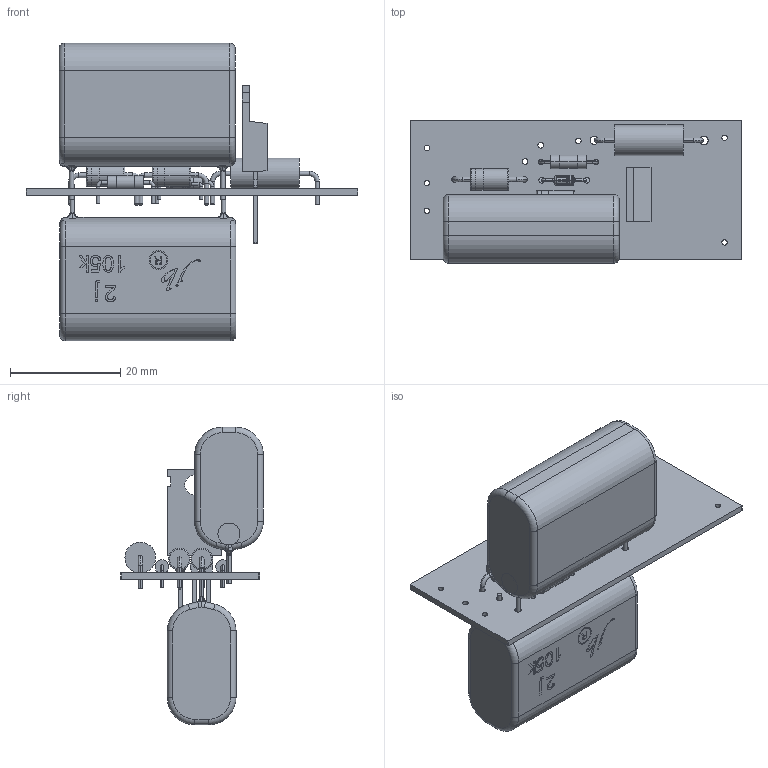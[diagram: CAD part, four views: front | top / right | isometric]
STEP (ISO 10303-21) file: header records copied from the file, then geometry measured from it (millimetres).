
FILE_DESCRIPTION(('Open CASCADE Model'),'2;1');
FILE_NAME('Open CASCADE Shape Model','2024-03-02T01:35:45',('Author'),( 'Open CASCADE'),'Open CASCADE STEP processor 7.5','Open CASCADE 7.5' ,'Unknown');
FILE_SCHEMA(('AUTOMOTIVE_DESIGN { 1 0 10303 214 1 1 1 1 }'));
Products named in the file (1): PCB
Bounding box: 60.28 x 25.95 x 54.09 mm (x, y, z)
Volume: 2015.1 mm3; surface area: 9780.1 mm2
Topology: 10 solids, 313 shells, 737 faces, 3177 edges, 2751 vertices
Faces by surface type: plane 278, cylinder 203, bspline 178, torus 70, cone 8
Full cylindrical faces by diameter (mm): 1 x21, 1.2 x4, 1.5 x2, 1.8 x3, 5.588 x1, 6 x4
Entity records: 44981 total; most frequent: CARTESIAN_POINT 19685, ORIENTED_EDGE 4078, DIRECTION 3948, EDGE_CURVE 3149, VERTEX_POINT 2736, AXIS2_PLACEMENT_3D 1369, LINE 1210, VECTOR 1210
